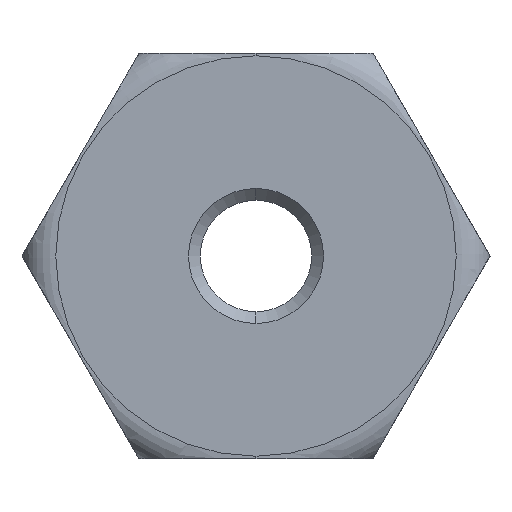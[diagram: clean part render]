
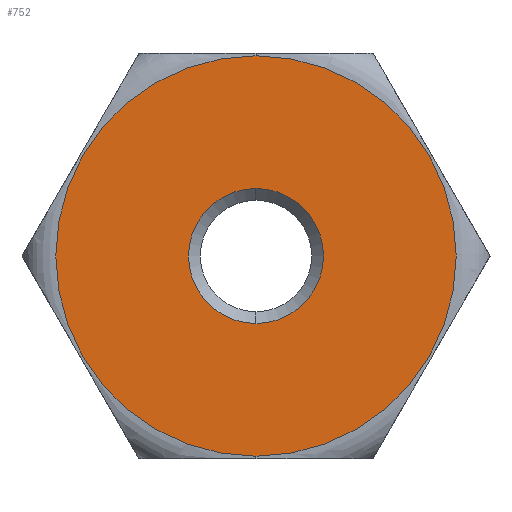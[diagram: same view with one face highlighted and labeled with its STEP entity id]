
A CAD part, front view. The second image highlights one B-rep face of the part: STEP entity #752.
In plain terms, the highlighted planar face has unit normal (0, -1, 0).
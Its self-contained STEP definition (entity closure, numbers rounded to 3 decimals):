
#39 = ORIENTED_EDGE ( 'NONE', *, *, #117, .F. ) ;
#72 = DIRECTION ( 'NONE',  ( 0., 0., -1. ) ) ;
#85 = CARTESIAN_POINT ( 'NONE',  ( 0., 0., 5.928 ) ) ;
#117 = EDGE_CURVE ( 'NONE', #236, #1208, #1156, .T. ) ;
#202 = AXIS2_PLACEMENT_3D ( 'NONE', #290, #383, #490 ) ;
#224 = AXIS2_PLACEMENT_3D ( 'NONE', #1014, #735, #1199 ) ;
#232 = CARTESIAN_POINT ( 'NONE',  ( 0., 0., -2. ) ) ;
#235 = EDGE_LOOP ( 'NONE', ( #39, #1023 ) ) ;
#236 = VERTEX_POINT ( 'NONE', #232 ) ;
#263 = FACE_OUTER_BOUND ( 'NONE', #265, .T. ) ;
#265 = EDGE_LOOP ( 'NONE', ( #1096, #551 ) ) ;
#290 = CARTESIAN_POINT ( 'NONE',  ( 0., 0., 0. ) ) ;
#294 = AXIS2_PLACEMENT_3D ( 'NONE', #647, #845, #72 ) ;
#295 = CARTESIAN_POINT ( 'NONE',  ( 0., 0., -5.928 ) ) ;
#307 = CIRCLE ( 'NONE', #202, 2. ) ;
#310 = DIRECTION ( 'NONE',  ( 0., -1., 0. ) ) ;
#315 = DIRECTION ( 'NONE',  ( 0., 0., -1. ) ) ;
#344 = VERTEX_POINT ( 'NONE', #85 ) ;
#352 = CIRCLE ( 'NONE', #294, 5.928 ) ;
#383 = DIRECTION ( 'NONE',  ( 0., -1., 0. ) ) ;
#386 = EDGE_CURVE ( 'NONE', #344, #449, #503, .T. ) ;
#426 = EDGE_CURVE ( 'NONE', #1208, #236, #307, .T. ) ;
#449 = VERTEX_POINT ( 'NONE', #295 ) ;
#490 = DIRECTION ( 'NONE',  ( 0., 0., -1. ) ) ;
#503 = CIRCLE ( 'NONE', #637, 5.928 ) ;
#551 = ORIENTED_EDGE ( 'NONE', *, *, #386, .T. ) ;
#568 = DIRECTION ( 'NONE',  ( 0., -1., 0. ) ) ;
#637 = AXIS2_PLACEMENT_3D ( 'NONE', #1159, #568, #864 ) ;
#647 = CARTESIAN_POINT ( 'NONE',  ( 0., 0., 0. ) ) ;
#662 = AXIS2_PLACEMENT_3D ( 'NONE', #888, #310, #315 ) ;
#735 = DIRECTION ( 'NONE',  ( 0., 1., 0. ) ) ;
#752 = ADVANCED_FACE ( 'NONE', ( #1201, #263 ), #995, .F. ) ;
#815 = EDGE_CURVE ( 'NONE', #449, #344, #352, .T. ) ;
#845 = DIRECTION ( 'NONE',  ( 0., -1., 0. ) ) ;
#864 = DIRECTION ( 'NONE',  ( 0., 0., -1. ) ) ;
#888 = CARTESIAN_POINT ( 'NONE',  ( 0., 0., 0. ) ) ;
#995 = PLANE ( 'NONE',  #224 ) ;
#1014 = CARTESIAN_POINT ( 'NONE',  ( 0., 0., 0. ) ) ;
#1023 = ORIENTED_EDGE ( 'NONE', *, *, #426, .F. ) ;
#1025 = CARTESIAN_POINT ( 'NONE',  ( 0., 0., 2. ) ) ;
#1096 = ORIENTED_EDGE ( 'NONE', *, *, #815, .T. ) ;
#1156 = CIRCLE ( 'NONE', #662, 2. ) ;
#1159 = CARTESIAN_POINT ( 'NONE',  ( 0., 0., 0. ) ) ;
#1199 = DIRECTION ( 'NONE',  ( 0., 0., 1. ) ) ;
#1201 = FACE_BOUND ( 'NONE', #235, .T. ) ;
#1208 = VERTEX_POINT ( 'NONE', #1025 ) ;
